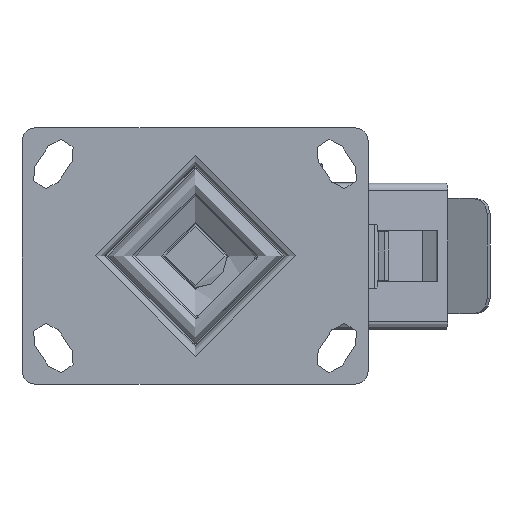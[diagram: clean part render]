
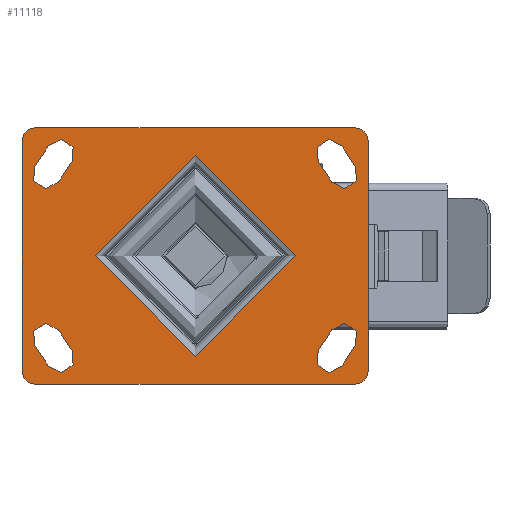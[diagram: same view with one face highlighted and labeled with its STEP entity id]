
A CAD part, top view. The second image highlights one B-rep face of the part: STEP entity #11118.
In plain terms, the highlighted planar face has unit normal (0, 0, 1).
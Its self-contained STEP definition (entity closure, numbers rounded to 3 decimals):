
#602=FACE_BOUND('',#3816,.T.);
#603=FACE_BOUND('',#3817,.T.);
#604=FACE_BOUND('',#3818,.T.);
#605=FACE_BOUND('',#3819,.T.);
#606=FACE_BOUND('',#3820,.T.);
#674=PLANE('',#12118);
#1175=LINE('',#16900,#2104);
#1177=LINE('',#16903,#2106);
#1179=LINE('',#16906,#2108);
#1181=LINE('',#16909,#2110);
#1183=LINE('',#16912,#2112);
#1185=LINE('',#16915,#2114);
#1187=LINE('',#16918,#2116);
#1189=LINE('',#16921,#2118);
#1190=LINE('',#16923,#2119);
#1192=LINE('',#16926,#2121);
#1193=LINE('',#16927,#2122);
#1194=LINE('',#16928,#2123);
#2104=VECTOR('',#13569,1000.);
#2106=VECTOR('',#13573,1000.);
#2108=VECTOR('',#13577,1000.);
#2110=VECTOR('',#13581,1000.);
#2112=VECTOR('',#13585,1000.);
#2114=VECTOR('',#13589,1000.);
#2116=VECTOR('',#13593,1000.);
#2118=VECTOR('',#13597,1000.);
#2119=VECTOR('',#13600,1000.);
#2121=VECTOR('',#13604,1000.);
#2122=VECTOR('',#13605,1000.);
#2123=VECTOR('',#13606,1000.);
#3160=FACE_OUTER_BOUND('',#3815,.T.);
#3815=EDGE_LOOP('',(#7988,#7989,#7990,#7991,#7992,#7993,#7994,#7995));
#3816=EDGE_LOOP('',(#7996,#7997,#7998,#7999));
#3817=EDGE_LOOP('',(#8000,#8001,#8002,#8003));
#3818=EDGE_LOOP('',(#8004,#8005,#8006,#8007));
#3819=EDGE_LOOP('',(#8008,#8009,#8010,#8011));
#3820=EDGE_LOOP('',(#8012));
#4507=CIRCLE('',#11937,39.);
#4620=CIRCLE('',#12074,5.);
#4622=CIRCLE('',#12077,5.);
#4624=CIRCLE('',#12080,5.);
#4626=CIRCLE('',#12083,5.);
#4629=CIRCLE('',#12087,5.5);
#4630=CIRCLE('',#12089,5.5);
#4633=CIRCLE('',#12093,5.5);
#4634=CIRCLE('',#12095,5.5);
#4637=CIRCLE('',#12099,5.5);
#4638=CIRCLE('',#12101,5.5);
#4641=CIRCLE('',#12105,5.5);
#4642=CIRCLE('',#12107,5.5);
#4954=VERTEX_POINT('',#16433);
#5121=VERTEX_POINT('',#16791);
#5122=VERTEX_POINT('',#16792);
#5125=VERTEX_POINT('',#16800);
#5126=VERTEX_POINT('',#16801);
#5129=VERTEX_POINT('',#16809);
#5130=VERTEX_POINT('',#16810);
#5133=VERTEX_POINT('',#16818);
#5134=VERTEX_POINT('',#16819);
#5139=VERTEX_POINT('',#16830);
#5140=VERTEX_POINT('',#16832);
#5141=VERTEX_POINT('',#16836);
#5142=VERTEX_POINT('',#16837);
#5147=VERTEX_POINT('',#16848);
#5148=VERTEX_POINT('',#16850);
#5149=VERTEX_POINT('',#16854);
#5150=VERTEX_POINT('',#16855);
#5155=VERTEX_POINT('',#16866);
#5156=VERTEX_POINT('',#16868);
#5157=VERTEX_POINT('',#16872);
#5158=VERTEX_POINT('',#16873);
#5163=VERTEX_POINT('',#16884);
#5164=VERTEX_POINT('',#16886);
#5165=VERTEX_POINT('',#16890);
#5166=VERTEX_POINT('',#16891);
#6022=EDGE_CURVE('',#4954,#4954,#4507,.T.);
#6201=EDGE_CURVE('',#5121,#5122,#4620,.T.);
#6205=EDGE_CURVE('',#5125,#5126,#4622,.T.);
#6209=EDGE_CURVE('',#5129,#5130,#4624,.T.);
#6213=EDGE_CURVE('',#5133,#5134,#4626,.T.);
#6219=EDGE_CURVE('',#5140,#5139,#4629,.T.);
#6221=EDGE_CURVE('',#5141,#5142,#4630,.T.);
#6227=EDGE_CURVE('',#5148,#5147,#4633,.T.);
#6229=EDGE_CURVE('',#5149,#5150,#4634,.T.);
#6235=EDGE_CURVE('',#5156,#5155,#4637,.T.);
#6237=EDGE_CURVE('',#5157,#5158,#4638,.T.);
#6243=EDGE_CURVE('',#5164,#5163,#4641,.T.);
#6245=EDGE_CURVE('',#5165,#5166,#4642,.T.);
#6250=EDGE_CURVE('',#5163,#5165,#1175,.T.);
#6252=EDGE_CURVE('',#5166,#5164,#1177,.T.);
#6254=EDGE_CURVE('',#5155,#5157,#1179,.T.);
#6256=EDGE_CURVE('',#5158,#5156,#1181,.T.);
#6258=EDGE_CURVE('',#5147,#5149,#1183,.T.);
#6260=EDGE_CURVE('',#5150,#5148,#1185,.T.);
#6262=EDGE_CURVE('',#5139,#5141,#1187,.T.);
#6264=EDGE_CURVE('',#5142,#5140,#1189,.T.);
#6265=EDGE_CURVE('',#5134,#5121,#1190,.T.);
#6267=EDGE_CURVE('',#5130,#5133,#1192,.T.);
#6268=EDGE_CURVE('',#5126,#5129,#1193,.T.);
#6269=EDGE_CURVE('',#5122,#5125,#1194,.T.);
#7988=ORIENTED_EDGE('',*,*,#6213,.F.);
#7989=ORIENTED_EDGE('',*,*,#6267,.F.);
#7990=ORIENTED_EDGE('',*,*,#6209,.F.);
#7991=ORIENTED_EDGE('',*,*,#6268,.F.);
#7992=ORIENTED_EDGE('',*,*,#6205,.F.);
#7993=ORIENTED_EDGE('',*,*,#6269,.F.);
#7994=ORIENTED_EDGE('',*,*,#6201,.F.);
#7995=ORIENTED_EDGE('',*,*,#6265,.F.);
#7996=ORIENTED_EDGE('',*,*,#6243,.T.);
#7997=ORIENTED_EDGE('',*,*,#6250,.T.);
#7998=ORIENTED_EDGE('',*,*,#6245,.T.);
#7999=ORIENTED_EDGE('',*,*,#6252,.T.);
#8000=ORIENTED_EDGE('',*,*,#6235,.T.);
#8001=ORIENTED_EDGE('',*,*,#6254,.T.);
#8002=ORIENTED_EDGE('',*,*,#6237,.T.);
#8003=ORIENTED_EDGE('',*,*,#6256,.T.);
#8004=ORIENTED_EDGE('',*,*,#6227,.T.);
#8005=ORIENTED_EDGE('',*,*,#6258,.T.);
#8006=ORIENTED_EDGE('',*,*,#6229,.T.);
#8007=ORIENTED_EDGE('',*,*,#6260,.T.);
#8008=ORIENTED_EDGE('',*,*,#6219,.T.);
#8009=ORIENTED_EDGE('',*,*,#6262,.T.);
#8010=ORIENTED_EDGE('',*,*,#6221,.T.);
#8011=ORIENTED_EDGE('',*,*,#6264,.T.);
#8012=ORIENTED_EDGE('',*,*,#6022,.F.);
#11118=ADVANCED_FACE('',(#3160,#602,#603,#604,#605,#606),#674,.T.);
#11937=AXIS2_PLACEMENT_3D('',#16434,#13144,#13145);
#12074=AXIS2_PLACEMENT_3D('',#16793,#13472,#13473);
#12077=AXIS2_PLACEMENT_3D('',#16802,#13480,#13481);
#12080=AXIS2_PLACEMENT_3D('',#16811,#13488,#13489);
#12083=AXIS2_PLACEMENT_3D('',#16820,#13496,#13497);
#12087=AXIS2_PLACEMENT_3D('',#16833,#13507,#13508);
#12089=AXIS2_PLACEMENT_3D('',#16838,#13512,#13513);
#12093=AXIS2_PLACEMENT_3D('',#16851,#13523,#13524);
#12095=AXIS2_PLACEMENT_3D('',#16856,#13528,#13529);
#12099=AXIS2_PLACEMENT_3D('',#16869,#13539,#13540);
#12101=AXIS2_PLACEMENT_3D('',#16874,#13544,#13545);
#12105=AXIS2_PLACEMENT_3D('',#16887,#13555,#13556);
#12107=AXIS2_PLACEMENT_3D('',#16892,#13560,#13561);
#12118=AXIS2_PLACEMENT_3D('',#16925,#13602,#13603);
#13144=DIRECTION('center_axis',(0.,0.,1.));
#13145=DIRECTION('ref_axis',(0.,-1.,0.));
#13472=DIRECTION('center_axis',(0.,0.,-1.));
#13473=DIRECTION('ref_axis',(0.707,0.707,0.));
#13480=DIRECTION('center_axis',(0.,0.,-1.));
#13481=DIRECTION('ref_axis',(0.707,-0.707,0.));
#13488=DIRECTION('center_axis',(0.,0.,-1.));
#13489=DIRECTION('ref_axis',(-0.707,-0.707,0.));
#13496=DIRECTION('center_axis',(0.,0.,-1.));
#13497=DIRECTION('ref_axis',(-0.707,0.707,0.));
#13507=DIRECTION('center_axis',(0.,0.,-1.));
#13508=DIRECTION('ref_axis',(-1.,0.,0.));
#13512=DIRECTION('center_axis',(0.,0.,-1.));
#13513=DIRECTION('ref_axis',(-1.,0.,0.));
#13523=DIRECTION('center_axis',(0.,0.,-1.));
#13524=DIRECTION('ref_axis',(1.,0.,0.));
#13528=DIRECTION('center_axis',(0.,0.,-1.));
#13529=DIRECTION('ref_axis',(1.,0.,0.));
#13539=DIRECTION('center_axis',(0.,0.,-1.));
#13540=DIRECTION('ref_axis',(1.,0.,0.));
#13544=DIRECTION('center_axis',(0.,0.,-1.));
#13545=DIRECTION('ref_axis',(1.,0.,0.));
#13555=DIRECTION('center_axis',(0.,0.,-1.));
#13556=DIRECTION('ref_axis',(-1.,0.,0.));
#13560=DIRECTION('center_axis',(0.,0.,-1.));
#13561=DIRECTION('ref_axis',(-1.,0.,0.));
#13569=DIRECTION('',(0.555,0.832,0.));
#13573=DIRECTION('',(-0.555,-0.832,0.));
#13577=DIRECTION('',(-0.555,0.832,0.));
#13581=DIRECTION('',(0.555,-0.832,0.));
#13585=DIRECTION('',(-0.555,-0.832,0.));
#13589=DIRECTION('',(0.555,0.832,0.));
#13593=DIRECTION('',(0.555,-0.832,0.));
#13597=DIRECTION('',(-0.555,0.832,0.));
#13600=DIRECTION('',(1.,0.,0.));
#13602=DIRECTION('center_axis',(0.,0.,1.));
#13603=DIRECTION('ref_axis',(1.,0.,0.));
#13604=DIRECTION('',(0.,1.,0.));
#13605=DIRECTION('',(-1.,0.,0.));
#13606=DIRECTION('',(0.,-1.,0.));
#16433=CARTESIAN_POINT('',(39.,0.,0.));
#16434=CARTESIAN_POINT('Origin',(0.,0.,0.));
#16791=CARTESIAN_POINT('',(62.5,50.,0.));
#16792=CARTESIAN_POINT('',(67.5,45.,0.));
#16793=CARTESIAN_POINT('Origin',(62.5,45.,0.));
#16800=CARTESIAN_POINT('',(67.5,-45.,0.));
#16801=CARTESIAN_POINT('',(62.5,-50.,0.));
#16802=CARTESIAN_POINT('Origin',(62.5,-45.,0.));
#16809=CARTESIAN_POINT('',(-62.5,-50.,0.));
#16810=CARTESIAN_POINT('',(-67.5,-45.,0.));
#16811=CARTESIAN_POINT('Origin',(-62.5,-45.,0.));
#16818=CARTESIAN_POINT('',(-67.5,45.,0.));
#16819=CARTESIAN_POINT('',(-62.5,50.,0.));
#16820=CARTESIAN_POINT('Origin',(-62.5,45.,0.));
#16830=CARTESIAN_POINT('',(57.15,42.938,0.));
#16832=CARTESIAN_POINT('',(48.,36.838,0.));
#16833=CARTESIAN_POINT('Origin',(52.5,40.,0.));
#16836=CARTESIAN_POINT('',(62.5,34.912,0.));
#16837=CARTESIAN_POINT('',(53.35,28.812,0.));
#16838=CARTESIAN_POINT('Origin',(58.,31.75,0.));
#16848=CARTESIAN_POINT('',(-48.,36.838,0.));
#16850=CARTESIAN_POINT('',(-57.15,42.938,0.));
#16851=CARTESIAN_POINT('Origin',(-52.5,40.,0.));
#16854=CARTESIAN_POINT('',(-53.35,28.812,0.));
#16855=CARTESIAN_POINT('',(-62.5,34.912,0.));
#16856=CARTESIAN_POINT('Origin',(-58.,31.75,0.));
#16866=CARTESIAN_POINT('',(-57.15,-42.938,0.));
#16868=CARTESIAN_POINT('',(-48.,-36.838,0.));
#16869=CARTESIAN_POINT('Origin',(-52.5,-40.,0.));
#16872=CARTESIAN_POINT('',(-62.5,-34.912,0.));
#16873=CARTESIAN_POINT('',(-53.35,-28.812,0.));
#16874=CARTESIAN_POINT('Origin',(-58.,-31.75,0.));
#16884=CARTESIAN_POINT('',(48.,-36.838,0.));
#16886=CARTESIAN_POINT('',(57.15,-42.938,0.));
#16887=CARTESIAN_POINT('Origin',(52.5,-40.,0.));
#16890=CARTESIAN_POINT('',(53.35,-28.812,0.));
#16891=CARTESIAN_POINT('',(62.5,-34.912,0.));
#16892=CARTESIAN_POINT('Origin',(58.,-31.75,0.));
#16900=CARTESIAN_POINT('',(50.454,-33.157,0.));
#16903=CARTESIAN_POINT('',(59.604,-39.257,0.));
#16906=CARTESIAN_POINT('',(-59.604,-39.257,0.));
#16909=CARTESIAN_POINT('',(-50.454,-33.157,0.));
#16912=CARTESIAN_POINT('',(-50.454,33.157,0.));
#16915=CARTESIAN_POINT('',(-59.604,39.257,0.));
#16918=CARTESIAN_POINT('',(59.604,39.257,0.));
#16921=CARTESIAN_POINT('',(50.454,33.157,0.));
#16923=CARTESIAN_POINT('',(0.,50.,0.));
#16925=CARTESIAN_POINT('Origin',(0.,0.,0.));
#16926=CARTESIAN_POINT('',(-67.5,0.,0.));
#16927=CARTESIAN_POINT('',(0.,-50.,0.));
#16928=CARTESIAN_POINT('',(67.5,0.,0.));
